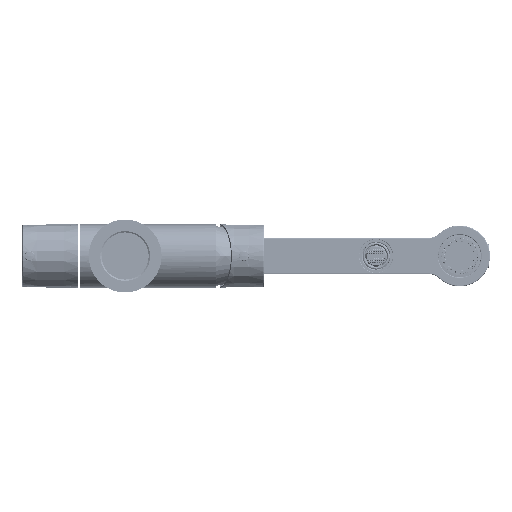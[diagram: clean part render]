
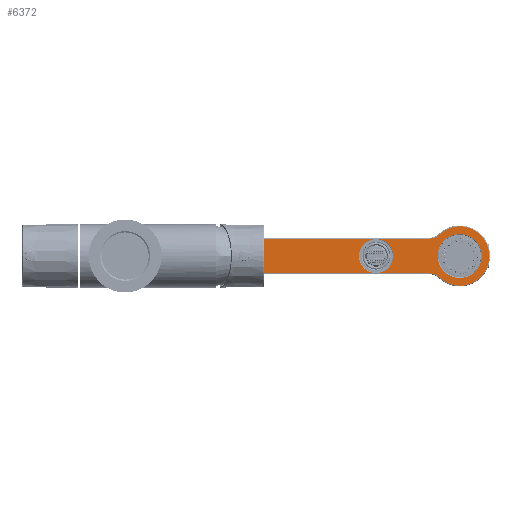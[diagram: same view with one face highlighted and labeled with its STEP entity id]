
A CAD part, front view. The second image highlights one B-rep face of the part: STEP entity #6372.
In plain terms, the highlighted planar face has unit normal (0, -1, 0).
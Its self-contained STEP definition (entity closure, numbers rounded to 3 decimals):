
#5566=CARTESIAN_POINT('',(0.,0.,12.));
#5567=DIRECTION('',(0.,1.,0.));
#5568=DIRECTION('',(0.,0.,-1.));
#5569=AXIS2_PLACEMENT_3D('',#5566,#5567,#5568);
#5571=CARTESIAN_POINT('',(0.,0.,12.));
#5572=DIRECTION('',(0.,1.,0.));
#5573=DIRECTION('',(0.,0.,1.));
#5574=AXIS2_PLACEMENT_3D('',#5571,#5572,#5573);
#5576=CARTESIAN_POINT('',(0.,0.,177.));
#5577=DIRECTION('',(0.,1.,0.));
#5578=DIRECTION('',(0.,0.,1.));
#5579=AXIS2_PLACEMENT_3D('',#5576,#5577,#5578);
#5581=CARTESIAN_POINT('',(0.,0.,177.));
#5582=DIRECTION('',(0.,1.,0.));
#5583=DIRECTION('',(0.,0.,-1.));
#5584=AXIS2_PLACEMENT_3D('',#5581,#5582,#5583);
#5586=DIRECTION('',(0.,0.,-1.));
#5587=VECTOR('',#5586,200.404);
#5588=CARTESIAN_POINT('',(11.5,0.,212.404));
#5589=LINE('',#5588,#5587);
#5590=CARTESIAN_POINT('',(0.,0.,12.));
#5591=DIRECTION('',(0.,1.,0.));
#5592=DIRECTION('',(1.,0.,0.));
#5593=AXIS2_PLACEMENT_3D('',#5590,#5591,#5592);
#5595=DIRECTION('',(0.,0.,1.));
#5596=VECTOR('',#5595,200.404);
#5597=CARTESIAN_POINT('',(-11.5,0.,12.));
#5598=LINE('',#5597,#5596);
#5599=CARTESIAN_POINT('',(-20.,0.,212.404));
#5600=DIRECTION('',(0.,-1.,0.));
#5601=DIRECTION('',(1.,0.,0.));
#5602=AXIS2_PLACEMENT_3D('',#5599,#5600,#5601);
#5604=CARTESIAN_POINT('',(0.,0.,232.));
#5605=DIRECTION('',(0.,1.,0.));
#5606=DIRECTION('',(-0.714,0.,-0.7));
#5607=AXIS2_PLACEMENT_3D('',#5604,#5605,#5606);
#5609=CARTESIAN_POINT('',(20.,0.,212.404));
#5610=DIRECTION('',(0.,-1.,0.));
#5611=DIRECTION('',(-0.714,0.,0.7));
#5612=AXIS2_PLACEMENT_3D('',#5609,#5610,#5611);
#5614=CARTESIAN_POINT('',(0.,0.,232.));
#5615=DIRECTION('',(0.,1.,0.));
#5616=DIRECTION('',(0.,0.,1.));
#5617=AXIS2_PLACEMENT_3D('',#5614,#5615,#5616);
#5619=CARTESIAN_POINT('',(0.,0.,232.));
#5620=DIRECTION('',(0.,1.,0.));
#5621=DIRECTION('',(0.,0.,-1.));
#5622=AXIS2_PLACEMENT_3D('',#5619,#5620,#5621);
#5835=CARTESIAN_POINT('',(0.,0.,2.));
#5836=CARTESIAN_POINT('',(0.,0.,22.));
#5837=VERTEX_POINT('',#5835);
#5838=VERTEX_POINT('',#5836);
#5897=CARTESIAN_POINT('',(11.5,0.,212.404));
#5898=CARTESIAN_POINT('',(11.5,0.,12.));
#5899=VERTEX_POINT('',#5897);
#5900=VERTEX_POINT('',#5898);
#5903=CARTESIAN_POINT('',(-11.5,0.,12.));
#5904=VERTEX_POINT('',#5903);
#5907=CARTESIAN_POINT('',(-11.5,0.,212.404));
#5908=VERTEX_POINT('',#5907);
#5933=CARTESIAN_POINT('',(-13.929,0.,218.353));
#5934=VERTEX_POINT('',#5933);
#5935=CARTESIAN_POINT('',(13.929,0.,218.353));
#5936=VERTEX_POINT('',#5935);
#5937=CARTESIAN_POINT('',(0.,0.,246.5));
#5938=CARTESIAN_POINT('',(0.,0.,217.5));
#5939=VERTEX_POINT('',#5937);
#5940=VERTEX_POINT('',#5938);
#5945=CARTESIAN_POINT('',(0.,0.,188.273));
#5946=CARTESIAN_POINT('',(0.,0.,165.727));
#5947=VERTEX_POINT('',#5945);
#5948=VERTEX_POINT('',#5946);
#6339=CARTESIAN_POINT('',(-12.,0.,216.));
#6340=DIRECTION('',(0.,-1.,0.));
#6341=DIRECTION('',(0.,0.,-1.));
#6342=AXIS2_PLACEMENT_3D('',#6339,#6340,#6341);
#6343=PLANE('',#6342);
#6345=ORIENTED_EDGE('',*,*,#6344,.T.);
#6346=ORIENTED_EDGE('',*,*,#6027,.T.);
#6347=ORIENTED_EDGE('',*,*,#6042,.T.);
#6348=ORIENTED_EDGE('',*,*,#6058,.T.);
#6350=ORIENTED_EDGE('',*,*,#6349,.T.);
#6352=ORIENTED_EDGE('',*,*,#6351,.T.);
#6353=EDGE_LOOP('',(#6345,#6346,#6347,#6348,#6350,#6352));
#6354=FACE_OUTER_BOUND('',#6353,.F.);
#6355=ORIENTED_EDGE('',*,*,#6329,.F.);
#6357=ORIENTED_EDGE('',*,*,#6356,.F.);
#6358=EDGE_LOOP('',(#6355,#6357));
#6359=FACE_BOUND('',#6358,.F.);
#6361=ORIENTED_EDGE('',*,*,#6360,.F.);
#6363=ORIENTED_EDGE('',*,*,#6362,.F.);
#6364=EDGE_LOOP('',(#6361,#6363));
#6365=FACE_BOUND('',#6364,.F.);
#6367=ORIENTED_EDGE('',*,*,#6366,.F.);
#6369=ORIENTED_EDGE('',*,*,#6368,.F.);
#6370=EDGE_LOOP('',(#6367,#6369));
#6371=FACE_BOUND('',#6370,.F.);
#6372=ADVANCED_FACE('',(#6354,#6359,#6365,#6371),#6343,.T.);
#5570=CIRCLE('',#5569,10.);
#5575=CIRCLE('',#5574,10.);
#5580=CIRCLE('',#5579,11.273);
#5585=CIRCLE('',#5584,11.273);
#5594=CIRCLE('',#5593,11.5);
#5603=CIRCLE('',#5602,8.5);
#5608=CIRCLE('',#5607,19.5);
#5613=CIRCLE('',#5612,8.5);
#5618=CIRCLE('',#5617,14.5);
#5623=CIRCLE('',#5622,14.5);
#6027=EDGE_CURVE('',#5900,#5904,#5594,.T.);
#6042=EDGE_CURVE('',#5904,#5908,#5598,.T.);
#6058=EDGE_CURVE('',#5908,#5934,#5603,.T.);
#6329=EDGE_CURVE('',#5947,#5948,#5580,.T.);
#6344=EDGE_CURVE('',#5899,#5900,#5589,.T.);
#6349=EDGE_CURVE('',#5934,#5936,#5608,.T.);
#6351=EDGE_CURVE('',#5936,#5899,#5613,.T.);
#6356=EDGE_CURVE('',#5948,#5947,#5585,.T.);
#6360=EDGE_CURVE('',#5837,#5838,#5570,.T.);
#6362=EDGE_CURVE('',#5838,#5837,#5575,.T.);
#6366=EDGE_CURVE('',#5939,#5940,#5618,.T.);
#6368=EDGE_CURVE('',#5940,#5939,#5623,.T.);
